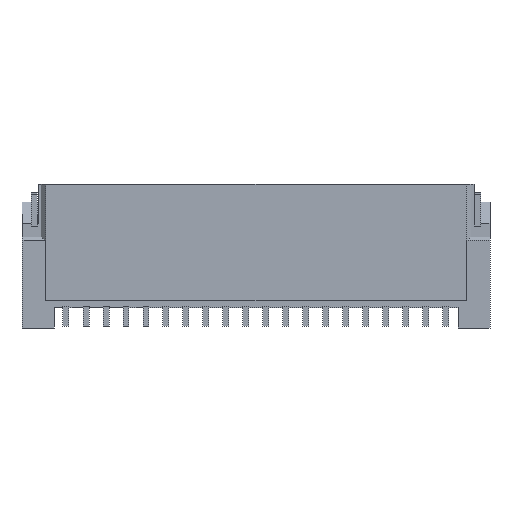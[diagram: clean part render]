
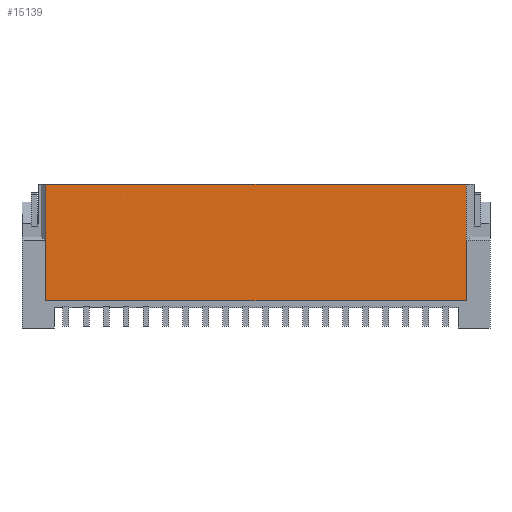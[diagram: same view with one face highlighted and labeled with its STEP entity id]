
A CAD part, front view. The second image highlights one B-rep face of the part: STEP entity #15139.
In plain terms, the highlighted planar face has unit normal (0, -1, 0).
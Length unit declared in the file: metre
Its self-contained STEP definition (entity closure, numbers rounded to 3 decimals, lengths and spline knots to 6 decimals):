
#390=ORIENTED_EDGE('',*,*,#4608,.F.);
#391=ORIENTED_EDGE('',*,*,#4613,.F.);
#392=ORIENTED_EDGE('',*,*,#4614,.T.);
#393=ORIENTED_EDGE('',*,*,#4593,.F.);
#394=ORIENTED_EDGE('',*,*,#4596,.F.);
#395=ORIENTED_EDGE('',*,*,#4612,.T.);
#4593=EDGE_CURVE('',#6696,#6694,#8125,.T.);
#4596=EDGE_CURVE('',#6698,#6696,#8128,.T.);
#4608=EDGE_CURVE('',#6708,#6706,#8140,.T.);
#4612=EDGE_CURVE('',#6698,#6706,#8144,.T.);
#4613=EDGE_CURVE('',#6710,#6708,#8145,.T.);
#4614=EDGE_CURVE('',#6710,#6694,#8146,.T.);
#6694=VERTEX_POINT('',#24797);
#6696=VERTEX_POINT('',#24803);
#6698=VERTEX_POINT('',#24809);
#6706=VERTEX_POINT('',#24830);
#6708=VERTEX_POINT('',#24834);
#6710=VERTEX_POINT('',#24845);
#8125=LINE('',#24804,#10109);
#8128=LINE('',#24810,#10112);
#8140=LINE('',#24835,#10124);
#8144=LINE('',#24842,#10128);
#8145=LINE('',#24844,#10129);
#8146=LINE('',#24846,#10130);
#10109=VECTOR('',#20939,1.);
#10112=VECTOR('',#20944,1.);
#10124=VECTOR('',#20962,1.);
#10128=VECTOR('',#20970,1.);
#10129=VECTOR('',#20973,1.);
#10130=VECTOR('',#20974,1.);
#12027=EDGE_LOOP('',(#390,#391,#392,#393,#394,#395));
#12903=FACE_BOUND('',#12027,.T.);
#13774=PLANE('',#19874);
#15139=ADVANCED_FACE('',(#12903),#13774,.T.);
#19874=AXIS2_PLACEMENT_3D('',#24843,#20971,#20972);
#20939=DIRECTION('',(0.,0.,1.));
#20944=DIRECTION('',(-1.,0.,0.));
#20962=DIRECTION('',(0.,0.,-1.));
#20970=DIRECTION('',(0.,0.,1.));
#20971=DIRECTION('',(0.,-1.,0.));
#20972=DIRECTION('',(0.,0.,-1.));
#20973=DIRECTION('',(1.,0.,0.));
#20974=DIRECTION('',(0.,0.,-1.));
#24797=CARTESIAN_POINT('',(-0.00526,0.,-0.0014));
#24803=CARTESIAN_POINT('',(-0.00526,0.,-0.00292));
#24804=CARTESIAN_POINT('',(-0.00526,0.,-0.00292));
#24809=CARTESIAN_POINT('',(0.00526,0.,-0.00292));
#24810=CARTESIAN_POINT('',(0.00526,0.,-0.00292));
#24830=CARTESIAN_POINT('',(0.00526,0.,-0.0014));
#24834=CARTESIAN_POINT('',(0.00526,0.,0.));
#24835=CARTESIAN_POINT('',(0.00526,0.,0.));
#24842=CARTESIAN_POINT('',(0.00526,0.,-0.00292));
#24843=CARTESIAN_POINT('',(-0.00585,0.,0.));
#24844=CARTESIAN_POINT('',(-0.00526,0.,0.));
#24845=CARTESIAN_POINT('',(-0.00526,0.,0.));
#24846=CARTESIAN_POINT('',(-0.00526,0.,0.));
